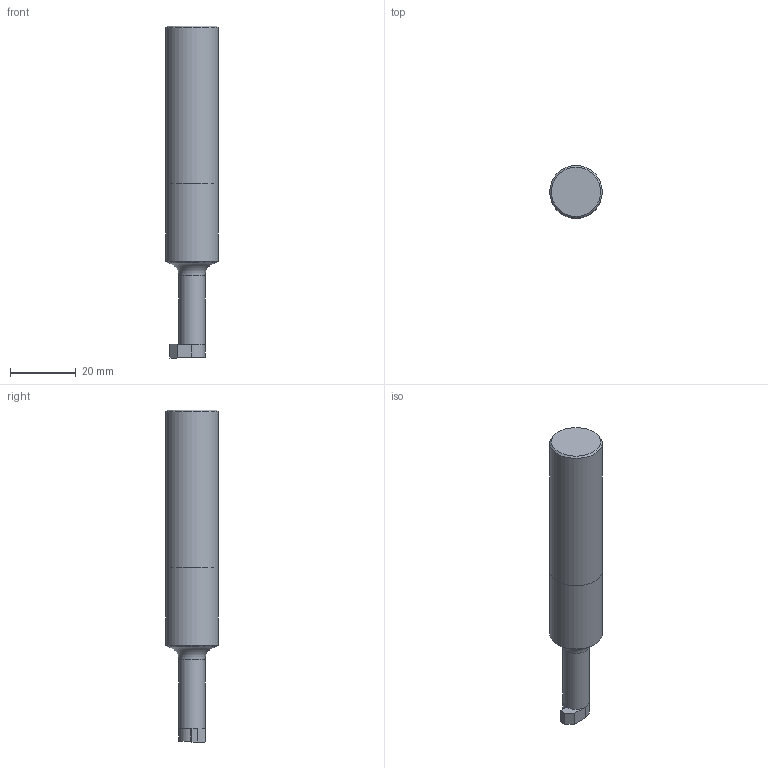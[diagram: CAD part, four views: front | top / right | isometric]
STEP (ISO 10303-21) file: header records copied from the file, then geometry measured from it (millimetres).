
FILE_DESCRIPTION(/* description */ (''),/* implementation_level */ '2;1');
FILE_NAME(/* name */ 'A16H-SGXN11-25.stp',/* time_stamp */ '2018-04-11T16:02:59+06:00',/* author */ (''),/* organization */ (''),/* preprocessor_version */ 'ST-DEVELOPER v16',/* originating_system */ 'SIEMENS PLM Software NX 11.0',/* authorisation */ '');
FILE_SCHEMA (('AUTOMOTIVE_DESIGN { 1 0 10303 214 3 1 1 1 }'));
Length unit declared in the file: millimetre
Products named in the file (1): inpu329CA09Dxubx
Bounding box: 15.98 x 15.98 x 101 mm (x, y, z)
Volume: 16030.3 mm3; surface area: 5225 mm2
Topology: 3 solids, 3 shells, 21 faces, 42 edges, 27 vertices
Faces by surface type: plane 11, cylinder 7, cone 2, torus 1
Full cylindrical faces by diameter (mm): 8 x1, 15.98 x2
Entity records: 585 total; most frequent: DIRECTION 99, CARTESIAN_POINT 99, ORIENTED_EDGE 68, AXIS2_PLACEMENT_3D 41, EDGE_CURVE 34, EDGE_LOOP 27, VERTEX_POINT 25, ADVANCED_FACE 21
